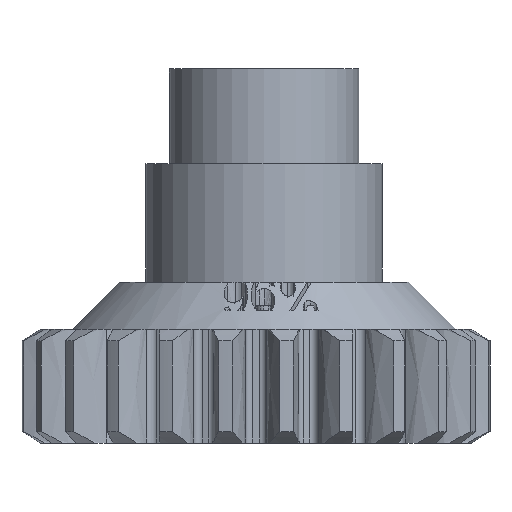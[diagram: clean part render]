
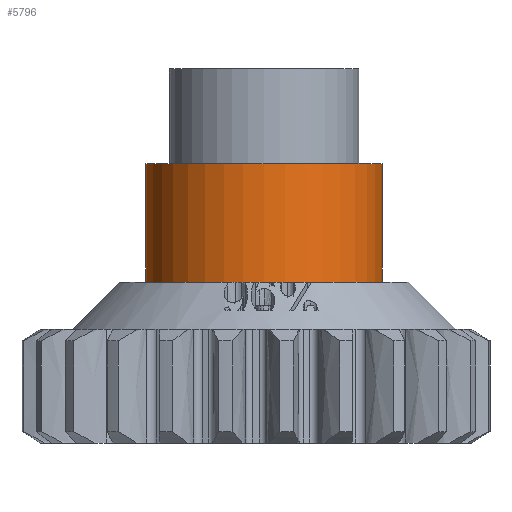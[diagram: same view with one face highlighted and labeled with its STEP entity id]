
A CAD part, front view. The second image highlights one B-rep face of the part: STEP entity #5796.
In plain terms, the highlighted cylindrical face has radius 5 mm (diameter 10 mm), a full revolution.
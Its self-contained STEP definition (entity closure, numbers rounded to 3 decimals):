
#17=CYLINDRICAL_SURFACE('',#6187,5.);
#361=FACE_OUTER_BOUND('',#702,.T.);
#702=EDGE_LOOP('',(#4159,#4160,#4161,#4162));
#1045=LINE('',#9732,#1320);
#1320=VECTOR('',#6851,5.);
#1574=CIRCLE('',#6133,5.);
#1607=CIRCLE('',#6188,5.);
#2344=VERTEX_POINT('',#9299);
#2428=VERTEX_POINT('',#9730);
#2999=EDGE_CURVE('',#2344,#2344,#1574,.T.);
#3110=EDGE_CURVE('',#2428,#2428,#1607,.T.);
#3111=EDGE_CURVE('',#2428,#2344,#1045,.T.);
#4159=ORIENTED_EDGE('',*,*,#3110,.F.);
#4160=ORIENTED_EDGE('',*,*,#3111,.T.);
#4161=ORIENTED_EDGE('',*,*,#2999,.T.);
#4162=ORIENTED_EDGE('',*,*,#3111,.F.);
#5796=ADVANCED_FACE('',(#361),#17,.T.);
#6133=AXIS2_PLACEMENT_3D('',#9300,#6717,#6718);
#6187=AXIS2_PLACEMENT_3D('',#9729,#6847,#6848);
#6188=AXIS2_PLACEMENT_3D('',#9731,#6849,#6850);
#6717=DIRECTION('center_axis',(0.,0.,1.));
#6718=DIRECTION('ref_axis',(1.,0.,0.));
#6847=DIRECTION('center_axis',(0.,0.,1.));
#6848=DIRECTION('ref_axis',(1.,0.,0.));
#6849=DIRECTION('center_axis',(0.,0.,1.));
#6850=DIRECTION('ref_axis',(1.,0.,0.));
#6851=DIRECTION('',(0.,0.,-1.));
#9299=CARTESIAN_POINT('',(4.699,5.6,-7.));
#9300=CARTESIAN_POINT('Origin',(9.699,5.6,-7.));
#9729=CARTESIAN_POINT('Origin',(9.699,5.6,-14.002));
#9730=CARTESIAN_POINT('',(4.699,5.6,-2.));
#9731=CARTESIAN_POINT('Origin',(9.699,5.6,-2.));
#9732=CARTESIAN_POINT('',(4.699,5.6,-14.002));
